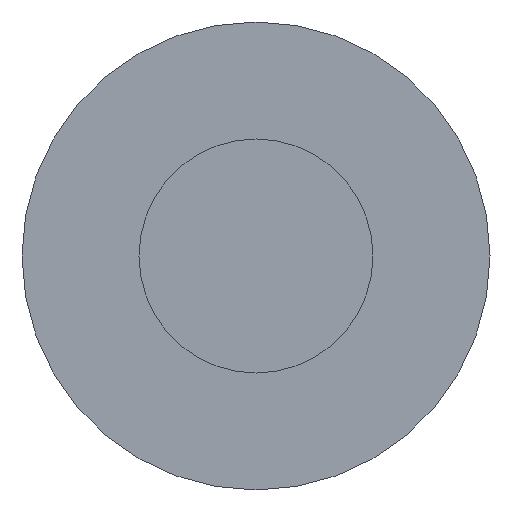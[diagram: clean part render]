
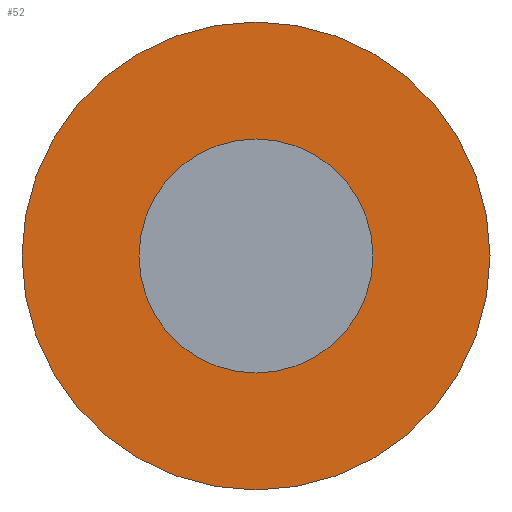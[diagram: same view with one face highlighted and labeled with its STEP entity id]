
A CAD part, front view. The second image highlights one B-rep face of the part: STEP entity #52.
In plain terms, the highlighted planar face has unit normal (0, -1, 0).
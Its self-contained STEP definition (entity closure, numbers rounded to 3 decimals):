
#1 = PLANE ( 'NONE',  #324 ) ;
#4 = CIRCLE ( 'NONE', #257, 2. ) ;
#7 = FACE_OUTER_BOUND ( 'NONE', #102, .T. ) ;
#22 = EDGE_CURVE ( 'NONE', #49, #156, #4, .T. ) ;
#33 = FACE_BOUND ( 'NONE', #157, .T. ) ;
#49 = VERTEX_POINT ( 'NONE', #215 ) ;
#51 = DIRECTION ( 'NONE',  ( 0., 0., 1. ) ) ;
#52 = ADVANCED_FACE ( 'NONE', ( #33, #7 ), #1, .F. ) ;
#54 = ORIENTED_EDGE ( 'NONE', *, *, #142, .T. ) ;
#62 = EDGE_CURVE ( 'NONE', #152, #274, #87, .T. ) ;
#71 = CIRCLE ( 'NONE', #250, 2. ) ;
#87 = CIRCLE ( 'NONE', #149, 4. ) ;
#102 = EDGE_LOOP ( 'NONE', ( #179, #248 ) ) ;
#116 = DIRECTION ( 'NONE',  ( 0., 1., 0. ) ) ;
#132 = CARTESIAN_POINT ( 'NONE',  ( -34.438, 0., 0. ) ) ;
#142 = EDGE_CURVE ( 'NONE', #156, #49, #71, .T. ) ;
#146 = EDGE_CURVE ( 'NONE', #274, #152, #273, .T. ) ;
#149 = AXIS2_PLACEMENT_3D ( 'NONE', #259, #290, #317 ) ;
#152 = VERTEX_POINT ( 'NONE', #231 ) ;
#156 = VERTEX_POINT ( 'NONE', #190 ) ;
#157 = EDGE_LOOP ( 'NONE', ( #309, #54 ) ) ;
#179 = ORIENTED_EDGE ( 'NONE', *, *, #62, .F. ) ;
#185 = DIRECTION ( 'NONE',  ( 0., 1., 0. ) ) ;
#190 = CARTESIAN_POINT ( 'NONE',  ( -34.438, 0., -2. ) ) ;
#194 = CARTESIAN_POINT ( 'NONE',  ( -34.438, 0., 0. ) ) ;
#199 = CARTESIAN_POINT ( 'NONE',  ( -34.438, 0., 4. ) ) ;
#215 = CARTESIAN_POINT ( 'NONE',  ( -34.438, 0., 2. ) ) ;
#219 = CARTESIAN_POINT ( 'NONE',  ( -34.438, 0., 0. ) ) ;
#231 = CARTESIAN_POINT ( 'NONE',  ( -34.438, 0., -4. ) ) ;
#233 = DIRECTION ( 'NONE',  ( 0., 0., 1. ) ) ;
#236 = DIRECTION ( 'NONE',  ( 0., 0., 1. ) ) ;
#237 = AXIS2_PLACEMENT_3D ( 'NONE', #132, #282, #51 ) ;
#239 = CARTESIAN_POINT ( 'NONE',  ( -34.438, 0., 0. ) ) ;
#248 = ORIENTED_EDGE ( 'NONE', *, *, #146, .F. ) ;
#250 = AXIS2_PLACEMENT_3D ( 'NONE', #219, #185, #233 ) ;
#256 = DIRECTION ( 'NONE',  ( 0., 0., 1. ) ) ;
#257 = AXIS2_PLACEMENT_3D ( 'NONE', #239, #116, #236 ) ;
#259 = CARTESIAN_POINT ( 'NONE',  ( -34.438, 0., 0. ) ) ;
#273 = CIRCLE ( 'NONE', #237, 4. ) ;
#274 = VERTEX_POINT ( 'NONE', #199 ) ;
#282 = DIRECTION ( 'NONE',  ( 0., 1., 0. ) ) ;
#290 = DIRECTION ( 'NONE',  ( 0., 1., 0. ) ) ;
#292 = DIRECTION ( 'NONE',  ( 0., 1., 0. ) ) ;
#309 = ORIENTED_EDGE ( 'NONE', *, *, #22, .T. ) ;
#317 = DIRECTION ( 'NONE',  ( 0., 0., 1. ) ) ;
#324 = AXIS2_PLACEMENT_3D ( 'NONE', #194, #292, #256 ) ;
